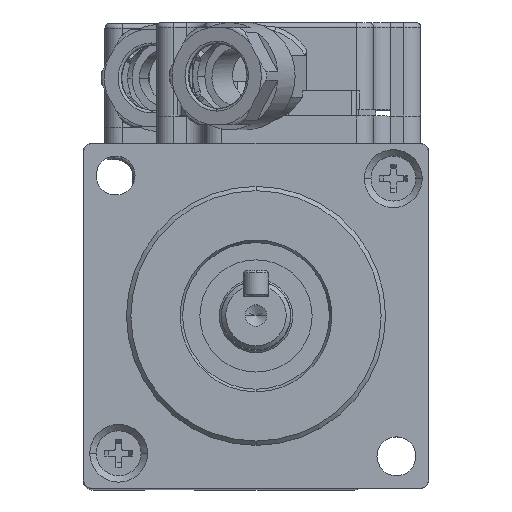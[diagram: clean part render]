
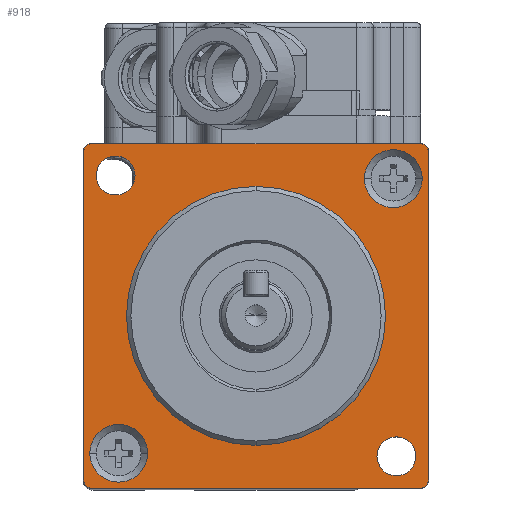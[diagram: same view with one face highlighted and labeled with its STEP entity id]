
A CAD part, top view. The second image highlights one B-rep face of the part: STEP entity #918.
In plain terms, the highlighted planar face has unit normal (0, 0, 1).
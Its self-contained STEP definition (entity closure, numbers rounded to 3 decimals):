
#85=CARTESIAN_POINT('',(-19.,-19.,2.975));
#86=DIRECTION('',(0.,0.,-1.));
#87=DIRECTION('',(0.,-1.,0.));
#88=AXIS2_PLACEMENT_3D('',#85,#86,#87);
#90=CARTESIAN_POINT('',(-19.,19.,2.975));
#91=DIRECTION('',(0.,0.,-1.));
#92=DIRECTION('',(-1.,0.,0.));
#93=AXIS2_PLACEMENT_3D('',#90,#91,#92);
#95=CARTESIAN_POINT('',(19.,19.,2.975));
#96=DIRECTION('',(0.,0.,-1.));
#97=DIRECTION('',(0.,1.,0.));
#98=AXIS2_PLACEMENT_3D('',#95,#96,#97);
#100=CARTESIAN_POINT('',(19.,-19.,2.975));
#101=DIRECTION('',(0.,0.,-1.));
#102=DIRECTION('',(1.,0.,0.));
#103=AXIS2_PLACEMENT_3D('',#100,#101,#102);
#105=CARTESIAN_POINT('',(0.,0.,2.975));
#106=DIRECTION('',(0.,0.,1.));
#107=DIRECTION('',(0.,1.,0.));
#108=AXIS2_PLACEMENT_3D('',#105,#106,#107);
#110=CARTESIAN_POINT('',(0.,0.,2.975));
#111=DIRECTION('',(0.,0.,1.));
#112=DIRECTION('',(0.,-1.,0.));
#113=AXIS2_PLACEMENT_3D('',#110,#111,#112);
#115=CARTESIAN_POINT('',(15.91,15.91,2.975));
#116=DIRECTION('',(0.,0.,1.));
#117=DIRECTION('',(0.,1.,0.));
#118=AXIS2_PLACEMENT_3D('',#115,#116,#117);
#120=CARTESIAN_POINT('',(15.91,15.91,2.975));
#121=DIRECTION('',(0.,0.,1.));
#122=DIRECTION('',(-1.,0.,0.));
#123=AXIS2_PLACEMENT_3D('',#120,#121,#122);
#125=CARTESIAN_POINT('',(15.91,15.91,2.975));
#126=DIRECTION('',(0.,0.,1.));
#127=DIRECTION('',(0.,-1.,0.));
#128=AXIS2_PLACEMENT_3D('',#125,#126,#127);
#130=CARTESIAN_POINT('',(15.91,15.91,2.975));
#131=DIRECTION('',(0.,0.,1.));
#132=DIRECTION('',(1.,0.,0.));
#133=AXIS2_PLACEMENT_3D('',#130,#131,#132);
#135=CARTESIAN_POINT('',(-15.91,-15.91,2.975));
#136=DIRECTION('',(0.,0.,1.));
#137=DIRECTION('',(0.,1.,0.));
#138=AXIS2_PLACEMENT_3D('',#135,#136,#137);
#140=CARTESIAN_POINT('',(-15.91,-15.91,2.975));
#141=DIRECTION('',(0.,0.,1.));
#142=DIRECTION('',(-1.,0.,0.));
#143=AXIS2_PLACEMENT_3D('',#140,#141,#142);
#145=CARTESIAN_POINT('',(-15.91,-15.91,2.975));
#146=DIRECTION('',(0.,0.,1.));
#147=DIRECTION('',(0.,-1.,0.));
#148=AXIS2_PLACEMENT_3D('',#145,#146,#147);
#150=CARTESIAN_POINT('',(-15.91,-15.91,2.975));
#151=DIRECTION('',(0.,0.,1.));
#152=DIRECTION('',(1.,0.,0.));
#153=AXIS2_PLACEMENT_3D('',#150,#151,#152);
#155=CARTESIAN_POINT('',(-16.263,16.263,2.975));
#156=DIRECTION('',(0.,0.,1.));
#157=DIRECTION('',(0.,1.,0.));
#158=AXIS2_PLACEMENT_3D('',#155,#156,#157);
#160=CARTESIAN_POINT('',(-16.263,16.263,2.975));
#161=DIRECTION('',(0.,0.,1.));
#162=DIRECTION('',(-1.,0.,0.));
#163=AXIS2_PLACEMENT_3D('',#160,#161,#162);
#165=CARTESIAN_POINT('',(-16.263,16.263,2.975));
#166=DIRECTION('',(0.,0.,1.));
#167=DIRECTION('',(0.,-1.,0.));
#168=AXIS2_PLACEMENT_3D('',#165,#166,#167);
#170=CARTESIAN_POINT('',(-16.263,16.263,2.975));
#171=DIRECTION('',(0.,0.,1.));
#172=DIRECTION('',(1.,0.,0.));
#173=AXIS2_PLACEMENT_3D('',#170,#171,#172);
#175=CARTESIAN_POINT('',(16.263,-16.263,2.975));
#176=DIRECTION('',(0.,0.,1.));
#177=DIRECTION('',(0.,1.,0.));
#178=AXIS2_PLACEMENT_3D('',#175,#176,#177);
#180=CARTESIAN_POINT('',(16.263,-16.263,2.975));
#181=DIRECTION('',(0.,0.,1.));
#182=DIRECTION('',(-1.,0.,0.));
#183=AXIS2_PLACEMENT_3D('',#180,#181,#182);
#185=CARTESIAN_POINT('',(16.263,-16.263,2.975));
#186=DIRECTION('',(0.,0.,1.));
#187=DIRECTION('',(0.,-1.,0.));
#188=AXIS2_PLACEMENT_3D('',#185,#186,#187);
#190=CARTESIAN_POINT('',(16.263,-16.263,2.975));
#191=DIRECTION('',(0.,0.,1.));
#192=DIRECTION('',(1.,0.,0.));
#193=AXIS2_PLACEMENT_3D('',#190,#191,#192);
#199=DIRECTION('',(1.,0.,0.));
#200=VECTOR('',#199,38.);
#201=CARTESIAN_POINT('',(-19.,-19.958,2.975));
#202=LINE('',#201,#200);
#222=DIRECTION('',(0.,1.,0.));
#223=VECTOR('',#222,38.);
#224=CARTESIAN_POINT('',(19.958,-19.,2.975));
#225=LINE('',#224,#223);
#245=DIRECTION('',(-1.,0.,0.));
#246=VECTOR('',#245,38.);
#247=CARTESIAN_POINT('',(19.,19.958,2.975));
#248=LINE('',#247,#246);
#268=DIRECTION('',(0.,-1.,0.));
#269=VECTOR('',#268,38.);
#270=CARTESIAN_POINT('',(-19.958,19.,2.975));
#271=LINE('',#270,#269);
#585=CARTESIAN_POINT('',(0.,-15.,2.975));
#586=CARTESIAN_POINT('',(0.,15.,2.975));
#587=VERTEX_POINT('',#585);
#588=VERTEX_POINT('',#586);
#589=CARTESIAN_POINT('',(-19.,-19.958,2.975));
#590=CARTESIAN_POINT('',(19.,-19.958,2.975));
#591=VERTEX_POINT('',#589);
#592=VERTEX_POINT('',#590);
#593=CARTESIAN_POINT('',(-19.958,-19.,2.975));
#594=VERTEX_POINT('',#593);
#595=CARTESIAN_POINT('',(-19.958,19.,2.975));
#596=VERTEX_POINT('',#595);
#597=CARTESIAN_POINT('',(-19.,19.958,2.975));
#598=VERTEX_POINT('',#597);
#599=CARTESIAN_POINT('',(19.,19.958,2.975));
#600=VERTEX_POINT('',#599);
#601=CARTESIAN_POINT('',(19.958,19.,2.975));
#602=VERTEX_POINT('',#601);
#603=CARTESIAN_POINT('',(19.958,-19.,2.975));
#604=VERTEX_POINT('',#603);
#605=CARTESIAN_POINT('',(15.91,19.26,2.975));
#606=CARTESIAN_POINT('',(12.56,15.91,2.975));
#607=VERTEX_POINT('',#605);
#608=VERTEX_POINT('',#606);
#609=CARTESIAN_POINT('',(15.91,12.56,2.975));
#610=VERTEX_POINT('',#609);
#611=CARTESIAN_POINT('',(19.26,15.91,2.975));
#612=VERTEX_POINT('',#611);
#613=CARTESIAN_POINT('',(-15.91,-12.56,2.975));
#614=CARTESIAN_POINT('',(-19.26,-15.91,2.975));
#615=VERTEX_POINT('',#613);
#616=VERTEX_POINT('',#614);
#617=CARTESIAN_POINT('',(-15.91,-19.26,2.975));
#618=VERTEX_POINT('',#617);
#619=CARTESIAN_POINT('',(-12.56,-15.91,2.975));
#620=VERTEX_POINT('',#619);
#621=CARTESIAN_POINT('',(-16.263,18.513,2.975));
#622=CARTESIAN_POINT('',(-18.513,16.263,2.975));
#623=VERTEX_POINT('',#621);
#624=VERTEX_POINT('',#622);
#625=CARTESIAN_POINT('',(-16.263,14.013,2.975));
#626=VERTEX_POINT('',#625);
#627=CARTESIAN_POINT('',(-14.013,16.263,2.975));
#628=VERTEX_POINT('',#627);
#629=CARTESIAN_POINT('',(16.263,-14.013,2.975));
#630=CARTESIAN_POINT('',(14.013,-16.263,2.975));
#631=VERTEX_POINT('',#629);
#632=VERTEX_POINT('',#630);
#633=CARTESIAN_POINT('',(16.263,-18.513,2.975));
#634=VERTEX_POINT('',#633);
#635=CARTESIAN_POINT('',(18.513,-16.263,2.975));
#636=VERTEX_POINT('',#635);
#850=CARTESIAN_POINT('',(0.,40.,2.975));
#851=DIRECTION('',(0.,0.,1.));
#852=DIRECTION('',(0.,-1.,0.));
#853=AXIS2_PLACEMENT_3D('',#850,#851,#852);
#854=PLANE('',#853);
#856=ORIENTED_EDGE('',*,*,#855,.F.);
#858=ORIENTED_EDGE('',*,*,#857,.T.);
#860=ORIENTED_EDGE('',*,*,#859,.F.);
#862=ORIENTED_EDGE('',*,*,#861,.T.);
#864=ORIENTED_EDGE('',*,*,#863,.F.);
#866=ORIENTED_EDGE('',*,*,#865,.T.);
#868=ORIENTED_EDGE('',*,*,#867,.F.);
#870=ORIENTED_EDGE('',*,*,#869,.T.);
#871=EDGE_LOOP('',(#856,#858,#860,#862,#864,#866,#868,#870));
#872=FACE_OUTER_BOUND('',#871,.F.);
#874=ORIENTED_EDGE('',*,*,#873,.T.);
#875=ORIENTED_EDGE('',*,*,#840,.T.);
#876=EDGE_LOOP('',(#874,#875));
#877=FACE_BOUND('',#876,.F.);
#879=ORIENTED_EDGE('',*,*,#878,.T.);
#881=ORIENTED_EDGE('',*,*,#880,.T.);
#883=ORIENTED_EDGE('',*,*,#882,.T.);
#885=ORIENTED_EDGE('',*,*,#884,.T.);
#886=EDGE_LOOP('',(#879,#881,#883,#885));
#887=FACE_BOUND('',#886,.F.);
#889=ORIENTED_EDGE('',*,*,#888,.T.);
#891=ORIENTED_EDGE('',*,*,#890,.T.);
#893=ORIENTED_EDGE('',*,*,#892,.T.);
#895=ORIENTED_EDGE('',*,*,#894,.T.);
#896=EDGE_LOOP('',(#889,#891,#893,#895));
#897=FACE_BOUND('',#896,.F.);
#899=ORIENTED_EDGE('',*,*,#898,.T.);
#901=ORIENTED_EDGE('',*,*,#900,.T.);
#903=ORIENTED_EDGE('',*,*,#902,.T.);
#905=ORIENTED_EDGE('',*,*,#904,.T.);
#906=EDGE_LOOP('',(#899,#901,#903,#905));
#907=FACE_BOUND('',#906,.F.);
#909=ORIENTED_EDGE('',*,*,#908,.T.);
#911=ORIENTED_EDGE('',*,*,#910,.T.);
#913=ORIENTED_EDGE('',*,*,#912,.T.);
#915=ORIENTED_EDGE('',*,*,#914,.T.);
#916=EDGE_LOOP('',(#909,#911,#913,#915));
#917=FACE_BOUND('',#916,.F.);
#918=ADVANCED_FACE('',(#872,#877,#887,#897,#907,#917),#854,.T.);
#89=CIRCLE('',#88,0.958);
#94=CIRCLE('',#93,0.958);
#99=CIRCLE('',#98,0.958);
#104=CIRCLE('',#103,0.958);
#109=CIRCLE('',#108,15.);
#114=CIRCLE('',#113,15.);
#119=CIRCLE('',#118,3.35);
#124=CIRCLE('',#123,3.35);
#129=CIRCLE('',#128,3.35);
#134=CIRCLE('',#133,3.35);
#139=CIRCLE('',#138,3.35);
#144=CIRCLE('',#143,3.35);
#149=CIRCLE('',#148,3.35);
#154=CIRCLE('',#153,3.35);
#159=CIRCLE('',#158,2.25);
#164=CIRCLE('',#163,2.25);
#169=CIRCLE('',#168,2.25);
#174=CIRCLE('',#173,2.25);
#179=CIRCLE('',#178,2.25);
#184=CIRCLE('',#183,2.25);
#189=CIRCLE('',#188,2.25);
#194=CIRCLE('',#193,2.25);
#840=EDGE_CURVE('',#587,#588,#114,.T.);
#855=EDGE_CURVE('',#591,#592,#202,.T.);
#857=EDGE_CURVE('',#591,#594,#89,.T.);
#859=EDGE_CURVE('',#596,#594,#271,.T.);
#861=EDGE_CURVE('',#596,#598,#94,.T.);
#863=EDGE_CURVE('',#600,#598,#248,.T.);
#865=EDGE_CURVE('',#600,#602,#99,.T.);
#867=EDGE_CURVE('',#604,#602,#225,.T.);
#869=EDGE_CURVE('',#604,#592,#104,.T.);
#873=EDGE_CURVE('',#588,#587,#109,.T.);
#878=EDGE_CURVE('',#607,#608,#119,.T.);
#880=EDGE_CURVE('',#608,#610,#124,.T.);
#882=EDGE_CURVE('',#610,#612,#129,.T.);
#884=EDGE_CURVE('',#612,#607,#134,.T.);
#888=EDGE_CURVE('',#615,#616,#139,.T.);
#890=EDGE_CURVE('',#616,#618,#144,.T.);
#892=EDGE_CURVE('',#618,#620,#149,.T.);
#894=EDGE_CURVE('',#620,#615,#154,.T.);
#898=EDGE_CURVE('',#623,#624,#159,.T.);
#900=EDGE_CURVE('',#624,#626,#164,.T.);
#902=EDGE_CURVE('',#626,#628,#169,.T.);
#904=EDGE_CURVE('',#628,#623,#174,.T.);
#908=EDGE_CURVE('',#631,#632,#179,.T.);
#910=EDGE_CURVE('',#632,#634,#184,.T.);
#912=EDGE_CURVE('',#634,#636,#189,.T.);
#914=EDGE_CURVE('',#636,#631,#194,.T.);
